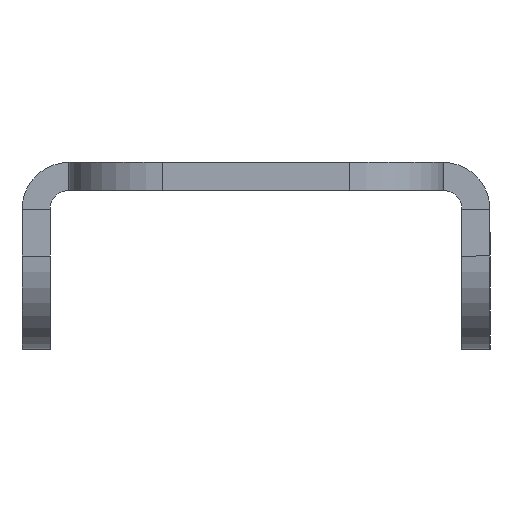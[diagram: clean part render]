
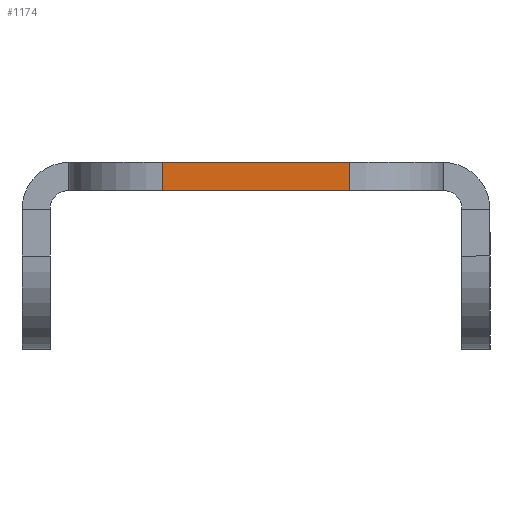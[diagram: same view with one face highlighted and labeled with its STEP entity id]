
A CAD part, left-side view. The second image highlights one B-rep face of the part: STEP entity #1174.
In plain terms, the highlighted planar face has unit normal (-1, 0, 0).
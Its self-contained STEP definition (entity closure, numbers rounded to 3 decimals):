
#42 = CARTESIAN_POINT ( 'NONE',  ( -243., 12.5, -1.5 ) ) ;
#200 = CARTESIAN_POINT ( 'NONE',  ( -243., 5., -1.5 ) ) ;
#398 = CARTESIAN_POINT ( 'NONE',  ( -243., 5., -2.5 ) ) ;
#518 = VERTEX_POINT ( 'NONE', #200 ) ;
#527 = ORIENTED_EDGE ( 'NONE', *, *, #1633, .T. ) ;
#608 = VECTOR ( 'NONE', #2363, 1000. ) ;
#683 = CARTESIAN_POINT ( 'NONE',  ( -243., 12.5, 0. ) ) ;
#736 = VECTOR ( 'NONE', #1456, 1000. ) ;
#777 = VERTEX_POINT ( 'NONE', #1016 ) ;
#911 = AXIS2_PLACEMENT_3D ( 'NONE', #2389, #1167, #2409 ) ;
#949 = CARTESIAN_POINT ( 'NONE',  ( -243., 5., 0. ) ) ;
#1016 = CARTESIAN_POINT ( 'NONE',  ( -243., -5., 0. ) ) ;
#1142 = EDGE_CURVE ( 'NONE', #1540, #777, #1330, .T. ) ;
#1167 = DIRECTION ( 'NONE',  ( -1., 0., 0. ) ) ;
#1174 = ADVANCED_FACE ( 'NONE', ( #1557 ), #1751, .T. ) ;
#1182 = CARTESIAN_POINT ( 'NONE',  ( -243., -5., -1.5 ) ) ;
#1330 = LINE ( 'NONE', #1353, #608 ) ;
#1353 = CARTESIAN_POINT ( 'NONE',  ( -243., -5., -2.5 ) ) ;
#1456 = DIRECTION ( 'NONE',  ( 0., 1., 0. ) ) ;
#1540 = VERTEX_POINT ( 'NONE', #1182 ) ;
#1557 = FACE_OUTER_BOUND ( 'NONE', #1953, .T. ) ;
#1568 = ORIENTED_EDGE ( 'NONE', *, *, #2403, .T. ) ;
#1633 = EDGE_CURVE ( 'NONE', #2069, #518, #2181, .T. ) ;
#1658 = ORIENTED_EDGE ( 'NONE', *, *, #2183, .F. ) ;
#1751 = PLANE ( 'NONE',  #911 ) ;
#1953 = EDGE_LOOP ( 'NONE', ( #1658, #2323, #1568, #527 ) ) ;
#2069 = VERTEX_POINT ( 'NONE', #949 ) ;
#2086 = VECTOR ( 'NONE', #2097, 1000. ) ;
#2097 = DIRECTION ( 'NONE',  ( 0., 1., 0. ) ) ;
#2181 = LINE ( 'NONE', #398, #2466 ) ;
#2183 = EDGE_CURVE ( 'NONE', #1540, #518, #2533, .T. ) ;
#2323 = ORIENTED_EDGE ( 'NONE', *, *, #1142, .T. ) ;
#2363 = DIRECTION ( 'NONE',  ( 0., 0., 1. ) ) ;
#2389 = CARTESIAN_POINT ( 'NONE',  ( -243., 11., -2.5 ) ) ;
#2403 = EDGE_CURVE ( 'NONE', #777, #2069, #2629, .T. ) ;
#2408 = DIRECTION ( 'NONE',  ( 0., 0., -1. ) ) ;
#2409 = DIRECTION ( 'NONE',  ( 0., 0., 1. ) ) ;
#2466 = VECTOR ( 'NONE', #2408, 1000. ) ;
#2533 = LINE ( 'NONE', #42, #736 ) ;
#2629 = LINE ( 'NONE', #683, #2086 ) ;
